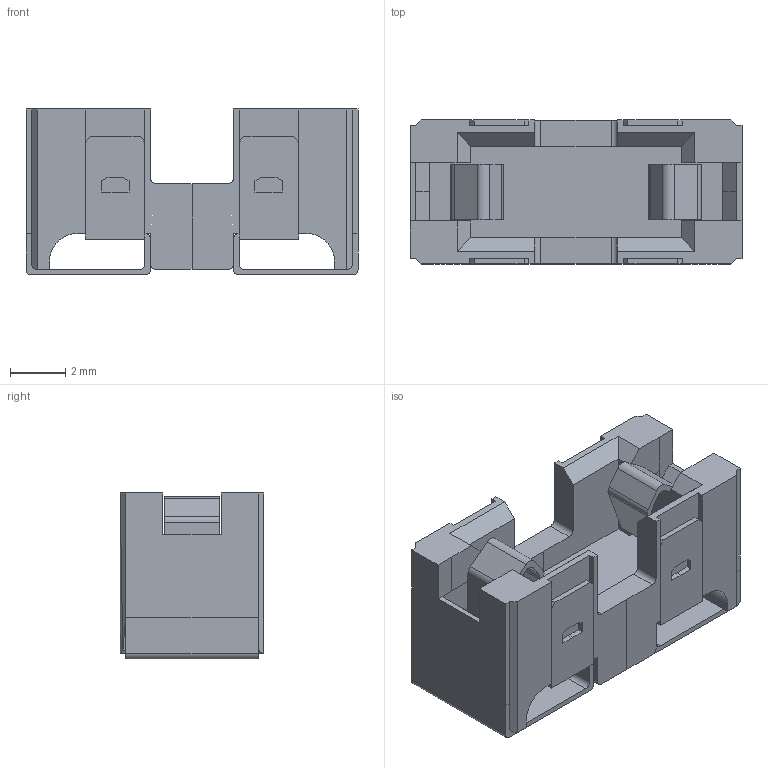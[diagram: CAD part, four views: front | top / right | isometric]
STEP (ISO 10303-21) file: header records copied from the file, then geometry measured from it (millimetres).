
FILE_DESCRIPTION(('FreeCAD Model'),'2;1');
FILE_NAME('Open CASCADE Shape Model','2022-02-23T18:37:16',( 'kicad StepUp'),('ksu MCAD'),'Open CASCADE STEP processor 7.5', 'FreeCAD','Unknown');
FILE_SCHEMA(('AUTOMOTIVE_DESIGN { 1 0 10303 214 1 1 1 1 }'));
Length unit declared in the file: millimetre
Products named in the file (1): Fuseholder_Schurter_0031.7701.xx
Bounding box: 12 x 5.2 x 6 mm (x, y, z)
Volume: 197.8 mm3; surface area: 713.1 mm2
Topology: 9 solids, 9 shells, 232 faces, 623 edges, 409 vertices
Faces by surface type: plane 200, cylinder 32
Entity records: 8860 total; most frequent: CARTESIAN_POINT 1266, ORIENTED_EDGE 1246, DIRECTION 1152, EDGE_CURVE 623, LINE 560, VECTOR 560, VERTEX_POINT 410, AXIS2_PLACEMENT_3D 296
